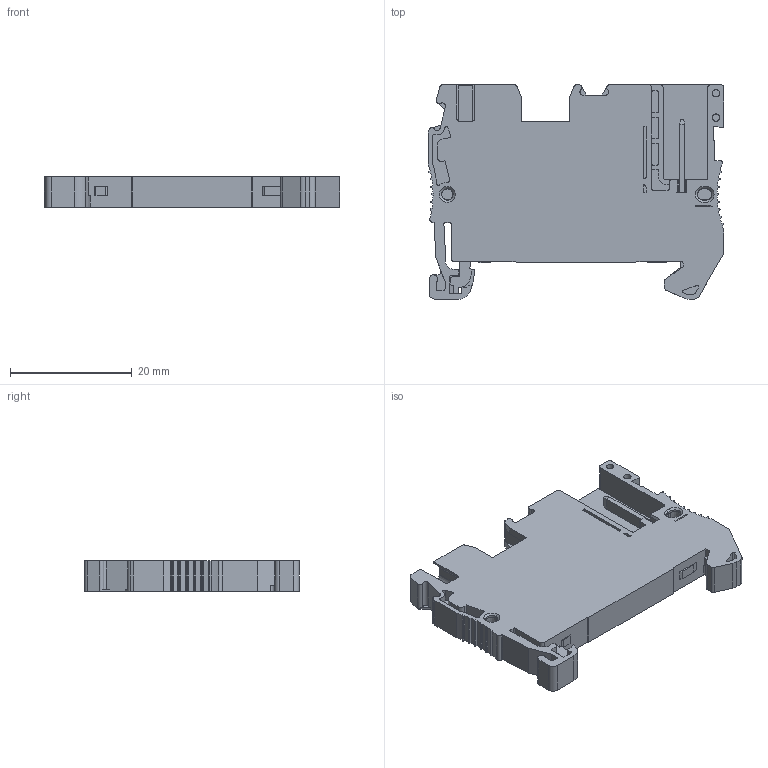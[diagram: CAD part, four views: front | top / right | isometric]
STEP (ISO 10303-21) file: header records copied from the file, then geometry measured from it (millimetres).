
FILE_DESCRIPTION((''),'2;1');
FILE_NAME('8YB759224_1','2021-04-22T',('ASUS'),(''),'PRO/ENGINEER BY PARAMETRIC TECHNOLOGY CORPORATION, 2013230','PRO/ENGINEER BY PARAMETRIC TECHNOLOGY CORPORATION, 2013230','');
FILE_SCHEMA(('CONFIG_CONTROL_DESIGN'));
Length unit declared in the file: millimetre
Products named in the file (1): 8YB759224_1
Bounding box: 48.5 x 35.2 x 5 mm (x, y, z)
Volume: 5273.4 mm3; surface area: 5007.4 mm2
Topology: 1 solids, 1 shells, 522 faces, 1536 edges, 1034 vertices
Faces by surface type: plane 307, cylinder 197, cone 10, torus 8
Entity records: 17660 total; most frequent: CARTESIAN_POINT 3234, ORIENTED_EDGE 3072, DIRECTION 3038, EDGE_CURVE 1536, VERTEX_POINT 1034, VECTOR 1018, LINE 1018, AXIS2_PLACEMENT_3D 1010
